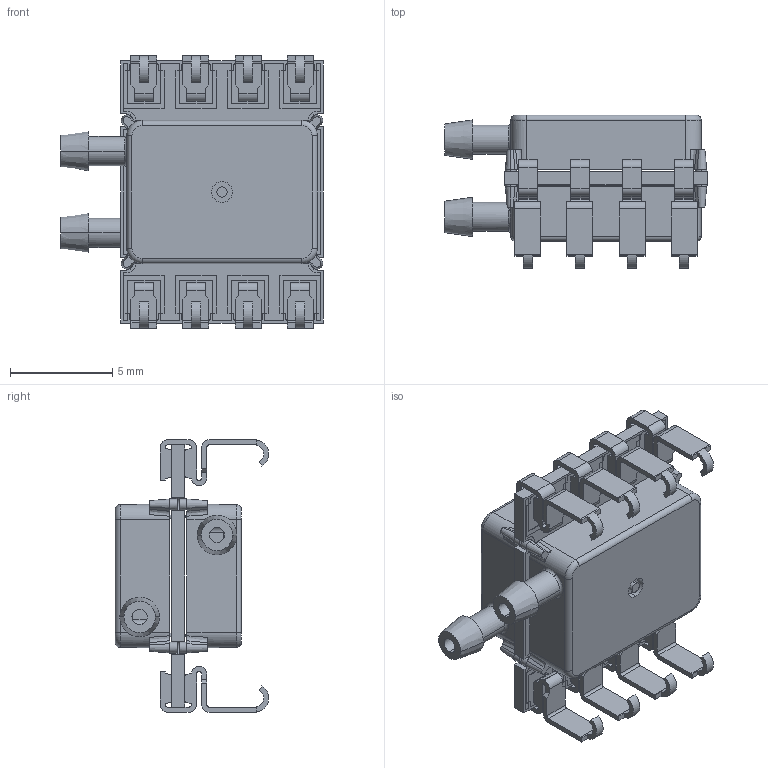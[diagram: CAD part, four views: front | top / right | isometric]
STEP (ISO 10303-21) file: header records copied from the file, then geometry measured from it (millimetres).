
FILE_DESCRIPTION (( 'STEP AP203' ), '1' );
FILE_NAME ('HRRJ.STEP', '2020-01-31T18:36:08', ( '' ), ( '' ), 'SwSTEP 2.0', 'SolidWorks 2010', '' );
FILE_SCHEMA (( 'CONFIG_CONTROL_DESIGN' ));
Length unit declared in the file: inch
Products named in the file (4): AS01-06-010 SMT-J for ELV; ceramic-DIP; HRRJ; AS01-01-046 Rev B
Assembly tree (11 placements, depth 2):
  HRRJ
    AS01-06-010 SMT-J for ELV  x8
    AS01-01-046 Rev B  x2
    ceramic-DIP
Bounding box: 12.83 x 7.49 x 13.3 mm (x, y, z)
Volume: 322.1 mm3; surface area: 1482.8 mm2
Topology: 14 solids, 15 shells, 942 faces, 2566 edges, 1686 vertices
Faces by surface type: plane 602, cylinder 252, torus 34, cone 32, bspline 22
Entity records: 16203 total; most frequent: CARTESIAN_POINT 3142, ORIENTED_EDGE 2620, DIRECTION 2546, EDGE_CURVE 1310, VECTOR 978, LINE 978, VERTEX_POINT 861, AXIS2_PLACEMENT_3D 784
